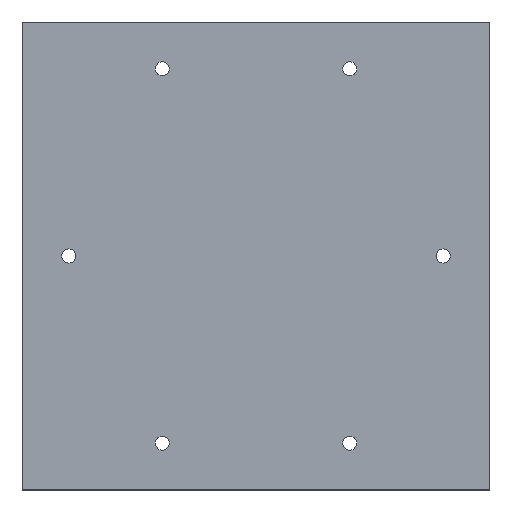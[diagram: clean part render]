
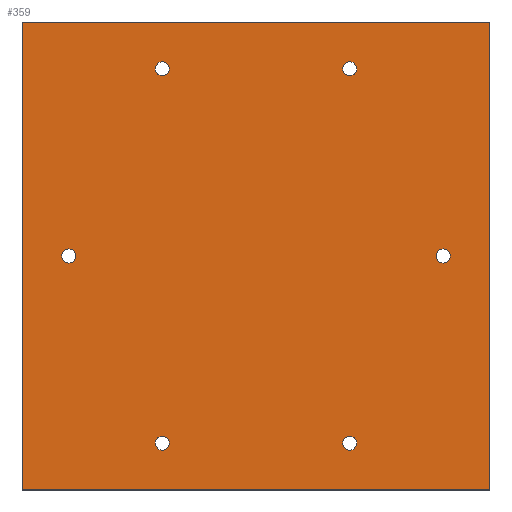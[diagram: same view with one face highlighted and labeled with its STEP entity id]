
A CAD part, top view. The second image highlights one B-rep face of the part: STEP entity #359.
In plain terms, the highlighted planar face has unit normal (0, 0, 1).
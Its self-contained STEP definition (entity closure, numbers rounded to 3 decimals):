
#1 = DIRECTION ( 'NONE',  ( 0., 1., 0. ) ) ;
#3 = VERTEX_POINT ( 'NONE', #504 ) ;
#10 = VERTEX_POINT ( 'NONE', #556 ) ;
#12 = CARTESIAN_POINT ( 'NONE',  ( -20., -40., 2. ) ) ;
#19 = ORIENTED_EDGE ( 'NONE', *, *, #289, .F. ) ;
#20 = CIRCLE ( 'NONE', #358, 1.5 ) ;
#25 = CARTESIAN_POINT ( 'NONE',  ( -18.5, 40., 2. ) ) ;
#26 = EDGE_CURVE ( 'NONE', #10, #3, #553, .T. ) ;
#29 = DIRECTION ( 'NONE',  ( 0., 0., -1. ) ) ;
#32 = EDGE_CURVE ( 'NONE', #280, #256, #408, .T. ) ;
#35 = DIRECTION ( 'NONE',  ( 0., 0., 1. ) ) ;
#42 = ORIENTED_EDGE ( 'NONE', *, *, #554, .T. ) ;
#44 = CARTESIAN_POINT ( 'NONE',  ( -50., 50., 2. ) ) ;
#46 = DIRECTION ( 'NONE',  ( 1., 0., 0. ) ) ;
#47 = VERTEX_POINT ( 'NONE', #369 ) ;
#61 = CARTESIAN_POINT ( 'NONE',  ( 20., -40., 2. ) ) ;
#69 = AXIS2_PLACEMENT_3D ( 'NONE', #342, #644, #501 ) ;
#86 = VERTEX_POINT ( 'NONE', #25 ) ;
#87 = AXIS2_PLACEMENT_3D ( 'NONE', #160, #29, #511 ) ;
#89 = FACE_OUTER_BOUND ( 'NONE', #509, .T. ) ;
#90 = CARTESIAN_POINT ( 'NONE',  ( 50., -50., 2. ) ) ;
#91 = ORIENTED_EDGE ( 'NONE', *, *, #357, .T. ) ;
#94 = ORIENTED_EDGE ( 'NONE', *, *, #457, .T. ) ;
#98 = ORIENTED_EDGE ( 'NONE', *, *, #643, .F. ) ;
#99 = CARTESIAN_POINT ( 'NONE',  ( 20., 40., 2. ) ) ;
#103 = FACE_BOUND ( 'NONE', #351, .T. ) ;
#105 = CIRCLE ( 'NONE', #241, 1.5 ) ;
#114 = ORIENTED_EDGE ( 'NONE', *, *, #415, .T. ) ;
#128 = DIRECTION ( 'NONE',  ( 1., 0., 0. ) ) ;
#129 = ORIENTED_EDGE ( 'NONE', *, *, #588, .F. ) ;
#147 = CARTESIAN_POINT ( 'NONE',  ( 50., 50., 2. ) ) ;
#149 = DIRECTION ( 'NONE',  ( 1., 0., 0. ) ) ;
#150 = DIRECTION ( 'NONE',  ( 0., 0., -1. ) ) ;
#153 = EDGE_LOOP ( 'NONE', ( #182, #129 ) ) ;
#154 = CARTESIAN_POINT ( 'NONE',  ( -50., 50., 2. ) ) ;
#155 = DIRECTION ( 'NONE',  ( 0., 0., 1. ) ) ;
#158 = CARTESIAN_POINT ( 'NONE',  ( 18.5, 40., 2. ) ) ;
#160 = CARTESIAN_POINT ( 'NONE',  ( 40., 0., 2. ) ) ;
#163 = VERTEX_POINT ( 'NONE', #260 ) ;
#170 = CIRCLE ( 'NONE', #534, 1.5 ) ;
#173 = ORIENTED_EDGE ( 'NONE', *, *, #224, .T. ) ;
#174 = CIRCLE ( 'NONE', #394, 1.5 ) ;
#182 = ORIENTED_EDGE ( 'NONE', *, *, #393, .F. ) ;
#189 = CIRCLE ( 'NONE', #301, 1.5 ) ;
#198 = ORIENTED_EDGE ( 'NONE', *, *, #368, .F. ) ;
#204 = DIRECTION ( 'NONE',  ( 1., 0., 0. ) ) ;
#214 = CARTESIAN_POINT ( 'NONE',  ( -21.5, -40., 2. ) ) ;
#219 = ORIENTED_EDGE ( 'NONE', *, *, #322, .T. ) ;
#224 = EDGE_CURVE ( 'NONE', #612, #247, #20, .T. ) ;
#227 = EDGE_LOOP ( 'NONE', ( #42, #114 ) ) ;
#230 = CARTESIAN_POINT ( 'NONE',  ( 21.5, 40., 2. ) ) ;
#231 = AXIS2_PLACEMENT_3D ( 'NONE', #426, #35, #566 ) ;
#234 = CARTESIAN_POINT ( 'NONE',  ( 20., 40., 2. ) ) ;
#239 = CIRCLE ( 'NONE', #513, 1.5 ) ;
#241 = AXIS2_PLACEMENT_3D ( 'NONE', #99, #546, #149 ) ;
#247 = VERTEX_POINT ( 'NONE', #438 ) ;
#248 = CIRCLE ( 'NONE', #465, 1.5 ) ;
#249 = VERTEX_POINT ( 'NONE', #230 ) ;
#256 = VERTEX_POINT ( 'NONE', #323 ) ;
#260 = CARTESIAN_POINT ( 'NONE',  ( 50., 50., 2. ) ) ;
#269 = CARTESIAN_POINT ( 'NONE',  ( -38.5, 0., 2. ) ) ;
#271 = VECTOR ( 'NONE', #469, 1000. ) ;
#274 = DIRECTION ( 'NONE',  ( 0., 0., 1. ) ) ;
#275 = DIRECTION ( 'NONE',  ( 0., 0., -1. ) ) ;
#277 = EDGE_LOOP ( 'NONE', ( #219, #473 ) ) ;
#280 = VERTEX_POINT ( 'NONE', #44 ) ;
#283 = EDGE_LOOP ( 'NONE', ( #198, #19 ) ) ;
#288 = DIRECTION ( 'NONE',  ( 0., 0., 1. ) ) ;
#289 = EDGE_CURVE ( 'NONE', #433, #249, #170, .T. ) ;
#293 = CARTESIAN_POINT ( 'NONE',  ( -50., -50., 2. ) ) ;
#298 = ORIENTED_EDGE ( 'NONE', *, *, #32, .T. ) ;
#301 = AXIS2_PLACEMENT_3D ( 'NONE', #522, #274, #483 ) ;
#304 = FACE_BOUND ( 'NONE', #227, .T. ) ;
#310 = AXIS2_PLACEMENT_3D ( 'NONE', #12, #411, #555 ) ;
#312 = EDGE_LOOP ( 'NONE', ( #98, #443 ) ) ;
#315 = VERTEX_POINT ( 'NONE', #90 ) ;
#322 = EDGE_CURVE ( 'NONE', #3, #10, #330, .T. ) ;
#323 = CARTESIAN_POINT ( 'NONE',  ( -50., -50., 2. ) ) ;
#325 = VECTOR ( 'NONE', #447, 1000. ) ;
#330 = CIRCLE ( 'NONE', #69, 1.5 ) ;
#338 = EDGE_CURVE ( 'NONE', #256, #315, #481, .T. ) ;
#342 = CARTESIAN_POINT ( 'NONE',  ( 40., 0., 2. ) ) ;
#346 = VECTOR ( 'NONE', #1, 1000. ) ;
#347 = PLANE ( 'NONE',  #455 ) ;
#351 = EDGE_LOOP ( 'NONE', ( #173, #94 ) ) ;
#352 = CIRCLE ( 'NONE', #417, 1.5 ) ;
#357 = EDGE_CURVE ( 'NONE', #315, #163, #597, .T. ) ;
#358 = AXIS2_PLACEMENT_3D ( 'NONE', #626, #275, #46 ) ;
#359 = ADVANCED_FACE ( 'NONE', ( #304, #89, #409, #636, #380, #515, #103 ), #347, .F. ) ;
#360 = DIRECTION ( 'NONE',  ( 1., 0., 0. ) ) ;
#368 = EDGE_CURVE ( 'NONE', #249, #433, #105, .T. ) ;
#369 = CARTESIAN_POINT ( 'NONE',  ( -18.5, -40., 2. ) ) ;
#380 = FACE_BOUND ( 'NONE', #153, .T. ) ;
#386 = ORIENTED_EDGE ( 'NONE', *, *, #338, .T. ) ;
#390 = VERTEX_POINT ( 'NONE', #541 ) ;
#393 = EDGE_CURVE ( 'NONE', #518, #623, #174, .T. ) ;
#394 = AXIS2_PLACEMENT_3D ( 'NONE', #459, #155, #204 ) ;
#408 = LINE ( 'NONE', #567, #271 ) ;
#409 = FACE_BOUND ( 'NONE', #312, .T. ) ;
#410 = DIRECTION ( 'NONE',  ( 1., 0., 0. ) ) ;
#411 = DIRECTION ( 'NONE',  ( 0., 0., -1. ) ) ;
#415 = EDGE_CURVE ( 'NONE', #526, #47, #452, .T. ) ;
#417 = AXIS2_PLACEMENT_3D ( 'NONE', #61, #609, #410 ) ;
#426 = CARTESIAN_POINT ( 'NONE',  ( -40., 0., 2. ) ) ;
#433 = VERTEX_POINT ( 'NONE', #158 ) ;
#438 = CARTESIAN_POINT ( 'NONE',  ( 18.5, -40., 2. ) ) ;
#439 = EDGE_CURVE ( 'NONE', #390, #86, #248, .T. ) ;
#443 = ORIENTED_EDGE ( 'NONE', *, *, #439, .F. ) ;
#447 = DIRECTION ( 'NONE',  ( 1., 0., 0. ) ) ;
#448 = CARTESIAN_POINT ( 'NONE',  ( 50., -50., 2. ) ) ;
#452 = CIRCLE ( 'NONE', #310, 1.5 ) ;
#455 = AXIS2_PLACEMENT_3D ( 'NONE', #147, #150, #496 ) ;
#457 = EDGE_CURVE ( 'NONE', #247, #612, #352, .T. ) ;
#459 = CARTESIAN_POINT ( 'NONE',  ( -40., 0., 2. ) ) ;
#465 = AXIS2_PLACEMENT_3D ( 'NONE', #552, #601, #360 ) ;
#469 = DIRECTION ( 'NONE',  ( 0., -1., 0. ) ) ;
#473 = ORIENTED_EDGE ( 'NONE', *, *, #26, .T. ) ;
#481 = LINE ( 'NONE', #293, #325 ) ;
#483 = DIRECTION ( 'NONE',  ( 1., 0., 0. ) ) ;
#484 = CARTESIAN_POINT ( 'NONE',  ( -41.5, 0., 2. ) ) ;
#488 = EDGE_CURVE ( 'NONE', #163, #280, #602, .T. ) ;
#496 = DIRECTION ( 'NONE',  ( -1., 0., 0. ) ) ;
#501 = DIRECTION ( 'NONE',  ( -1., 0., 0. ) ) ;
#502 = DIRECTION ( 'NONE',  ( -1., 0., 0. ) ) ;
#504 = CARTESIAN_POINT ( 'NONE',  ( 41.5, 0., 2. ) ) ;
#509 = EDGE_LOOP ( 'NONE', ( #91, #622, #298, #386 ) ) ;
#511 = DIRECTION ( 'NONE',  ( -1., 0., 0. ) ) ;
#513 = AXIS2_PLACEMENT_3D ( 'NONE', #571, #621, #128 ) ;
#514 = CARTESIAN_POINT ( 'NONE',  ( 21.5, -40., 2. ) ) ;
#515 = FACE_BOUND ( 'NONE', #277, .T. ) ;
#518 = VERTEX_POINT ( 'NONE', #269 ) ;
#522 = CARTESIAN_POINT ( 'NONE',  ( -20., 40., 2. ) ) ;
#526 = VERTEX_POINT ( 'NONE', #214 ) ;
#534 = AXIS2_PLACEMENT_3D ( 'NONE', #234, #288, #589 ) ;
#541 = CARTESIAN_POINT ( 'NONE',  ( -21.5, 40., 2. ) ) ;
#546 = DIRECTION ( 'NONE',  ( 0., 0., 1. ) ) ;
#552 = CARTESIAN_POINT ( 'NONE',  ( -20., 40., 2. ) ) ;
#553 = CIRCLE ( 'NONE', #87, 1.5 ) ;
#554 = EDGE_CURVE ( 'NONE', #47, #526, #239, .T. ) ;
#555 = DIRECTION ( 'NONE',  ( 1., 0., 0. ) ) ;
#556 = CARTESIAN_POINT ( 'NONE',  ( 38.5, 0., 2. ) ) ;
#566 = DIRECTION ( 'NONE',  ( 1., 0., 0. ) ) ;
#567 = CARTESIAN_POINT ( 'NONE',  ( -50., -50., 2. ) ) ;
#571 = CARTESIAN_POINT ( 'NONE',  ( -20., -40., 2. ) ) ;
#580 = CIRCLE ( 'NONE', #231, 1.5 ) ;
#588 = EDGE_CURVE ( 'NONE', #623, #518, #580, .T. ) ;
#589 = DIRECTION ( 'NONE',  ( 1., 0., 0. ) ) ;
#597 = LINE ( 'NONE', #448, #346 ) ;
#601 = DIRECTION ( 'NONE',  ( 0., 0., 1. ) ) ;
#602 = LINE ( 'NONE', #154, #632 ) ;
#609 = DIRECTION ( 'NONE',  ( 0., 0., -1. ) ) ;
#612 = VERTEX_POINT ( 'NONE', #514 ) ;
#621 = DIRECTION ( 'NONE',  ( 0., 0., -1. ) ) ;
#622 = ORIENTED_EDGE ( 'NONE', *, *, #488, .T. ) ;
#623 = VERTEX_POINT ( 'NONE', #484 ) ;
#626 = CARTESIAN_POINT ( 'NONE',  ( 20., -40., 2. ) ) ;
#632 = VECTOR ( 'NONE', #502, 1000. ) ;
#636 = FACE_BOUND ( 'NONE', #283, .T. ) ;
#643 = EDGE_CURVE ( 'NONE', #86, #390, #189, .T. ) ;
#644 = DIRECTION ( 'NONE',  ( 0., 0., -1. ) ) ;
